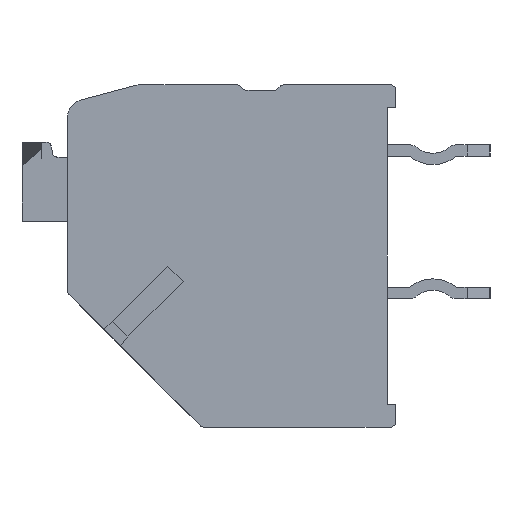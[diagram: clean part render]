
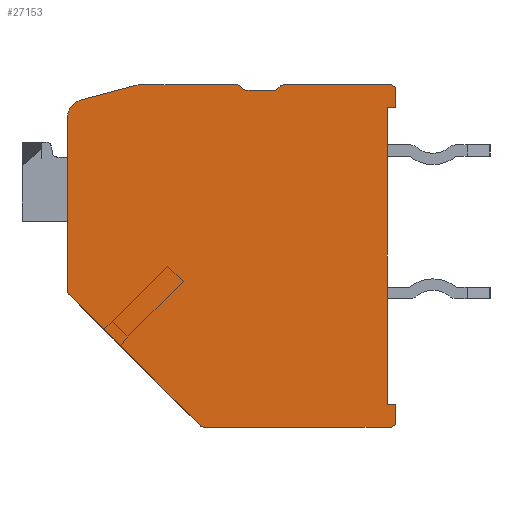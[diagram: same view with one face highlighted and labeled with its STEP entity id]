
A CAD part, left-side view. The second image highlights one B-rep face of the part: STEP entity #27153.
In plain terms, the highlighted planar face has unit normal (-1, 0, 0).
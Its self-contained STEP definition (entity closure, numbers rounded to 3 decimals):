
#8814=CARTESIAN_POINT('',(-77.,5.15,4.883));
#8815=DIRECTION('',(1.,0.,0.));
#8816=DIRECTION('',(0.,1.,0.));
#8817=AXIS2_PLACEMENT_3D('',#8814,#8815,#8816);
#8819=DIRECTION('',(0.,-0.966,0.259));
#8820=VECTOR('',#8819,1.997);
#8821=CARTESIAN_POINT('',(-77.,5.305,5.463));
#8822=LINE('',#8821,#8820);
#8823=CARTESIAN_POINT('',(-77.,3.221,5.4));
#8824=DIRECTION('',(1.,0.,0.));
#8825=DIRECTION('',(0.,0.259,0.966));
#8826=AXIS2_PLACEMENT_3D('',#8823,#8824,#8825);
#8828=DIRECTION('',(0.,-1.,0.));
#8829=VECTOR('',#8828,3.388);
#8830=CARTESIAN_POINT('',(-77.,3.221,6.));
#8831=LINE('',#8830,#8829);
#8832=CARTESIAN_POINT('',(-77.,-0.167,5.8));
#8833=DIRECTION('',(1.,0.,0.));
#8834=DIRECTION('',(0.,0.,1.));
#8835=AXIS2_PLACEMENT_3D('',#8832,#8833,#8834);
#8837=DIRECTION('',(0.,-0.707,-0.707));
#8838=VECTOR('',#8837,0.117);
#8839=CARTESIAN_POINT('',(-77.,-0.309,5.941));
#8840=LINE('',#8839,#8838);
#8841=CARTESIAN_POINT('',(-77.,-0.533,6.));
#8842=DIRECTION('',(-1.,0.,0.));
#8843=DIRECTION('',(0.,0.707,-0.707));
#8844=AXIS2_PLACEMENT_3D('',#8841,#8842,#8843);
#8846=DIRECTION('',(0.,-1.,0.));
#8847=VECTOR('',#8846,0.934);
#8848=CARTESIAN_POINT('',(-77.,-0.533,5.8));
#8849=LINE('',#8848,#8847);
#8850=CARTESIAN_POINT('',(-77.,-1.467,6.));
#8851=DIRECTION('',(-1.,0.,0.));
#8852=DIRECTION('',(0.,0.,-1.));
#8853=AXIS2_PLACEMENT_3D('',#8850,#8851,#8852);
#8855=DIRECTION('',(0.,-0.707,0.707));
#8856=VECTOR('',#8855,0.117);
#8857=CARTESIAN_POINT('',(-77.,-1.609,5.859));
#8858=LINE('',#8857,#8856);
#8859=CARTESIAN_POINT('',(-77.,-1.833,5.8));
#8860=DIRECTION('',(1.,0.,0.));
#8861=DIRECTION('',(0.,0.707,0.707));
#8862=AXIS2_PLACEMENT_3D('',#8859,#8860,#8861);
#8864=DIRECTION('',(0.,-1.,0.));
#8865=VECTOR('',#8864,3.717);
#8866=CARTESIAN_POINT('',(-77.,-1.833,6.));
#8867=LINE('',#8866,#8865);
#8868=CARTESIAN_POINT('',(-77.,-5.55,5.8));
#8869=DIRECTION('',(1.,0.,0.));
#8870=DIRECTION('',(0.,0.,1.));
#8871=AXIS2_PLACEMENT_3D('',#8868,#8869,#8870);
#8873=DIRECTION('',(0.,0.,-1.));
#8874=VECTOR('',#8873,0.6);
#8875=CARTESIAN_POINT('',(-77.,-5.75,5.8));
#8876=LINE('',#8875,#8874);
#8877=DIRECTION('',(0.,1.,0.));
#8878=VECTOR('',#8877,0.3);
#8879=CARTESIAN_POINT('',(-77.,-5.75,5.2));
#8880=LINE('',#8879,#8878);
#8881=DIRECTION('',(0.,0.,-1.));
#8882=VECTOR('',#8881,10.4);
#8883=CARTESIAN_POINT('',(-77.,-5.45,5.2));
#8884=LINE('',#8883,#8882);
#8885=DIRECTION('',(0.,-1.,0.));
#8886=VECTOR('',#8885,0.3);
#8887=CARTESIAN_POINT('',(-77.,-5.45,-5.2));
#8888=LINE('',#8887,#8886);
#8889=DIRECTION('',(0.,0.,-1.));
#8890=VECTOR('',#8889,0.6);
#8891=CARTESIAN_POINT('',(-77.,-5.75,-5.2));
#8892=LINE('',#8891,#8890);
#8893=CARTESIAN_POINT('',(-77.,-5.55,-5.8));
#8894=DIRECTION('',(1.,0.,0.));
#8895=DIRECTION('',(0.,-1.,0.));
#8896=AXIS2_PLACEMENT_3D('',#8893,#8894,#8895);
#8898=DIRECTION('',(0.,1.,0.));
#8899=VECTOR('',#8898,6.515);
#8900=CARTESIAN_POINT('',(-77.,-5.55,-6.));
#8901=LINE('',#8900,#8899);
#8902=CARTESIAN_POINT('',(-77.,0.965,-5.8));
#8903=DIRECTION('',(1.,0.,0.));
#8904=DIRECTION('',(0.,0.,-1.));
#8905=AXIS2_PLACEMENT_3D('',#8902,#8903,#8904);
#8907=DIRECTION('',(0.,0.707,0.707));
#8908=VECTOR('',#8907,6.484);
#8909=CARTESIAN_POINT('',(-77.,1.107,-5.941));
#8910=LINE('',#8909,#8908);
#8911=CARTESIAN_POINT('',(-77.,5.55,-1.215));
#8912=DIRECTION('',(1.,0.,0.));
#8913=DIRECTION('',(0.,0.707,-0.707));
#8914=AXIS2_PLACEMENT_3D('',#8911,#8912,#8913);
#8916=DIRECTION('',(0.,0.,1.));
#8917=VECTOR('',#8916,6.098);
#8918=CARTESIAN_POINT('',(-77.,5.75,-1.215));
#8919=LINE('',#8918,#8917);
#12096=CARTESIAN_POINT('',(-77.,5.75,4.883));
#12097=CARTESIAN_POINT('',(-77.,5.305,5.463));
#12098=VERTEX_POINT('',#12096);
#12099=VERTEX_POINT('',#12097);
#12100=CARTESIAN_POINT('',(-77.,3.376,5.98));
#12101=VERTEX_POINT('',#12100);
#12102=CARTESIAN_POINT('',(-77.,3.221,6.));
#12103=VERTEX_POINT('',#12102);
#12104=CARTESIAN_POINT('',(-77.,-0.167,6.));
#12105=VERTEX_POINT('',#12104);
#12106=CARTESIAN_POINT('',(-77.,-0.309,5.941));
#12107=VERTEX_POINT('',#12106);
#12108=CARTESIAN_POINT('',(-77.,-0.391,5.859));
#12109=VERTEX_POINT('',#12108);
#12110=CARTESIAN_POINT('',(-77.,-0.533,5.8));
#12111=VERTEX_POINT('',#12110);
#12112=CARTESIAN_POINT('',(-77.,-1.467,5.8));
#12113=VERTEX_POINT('',#12112);
#12114=CARTESIAN_POINT('',(-77.,-1.609,5.859));
#12115=VERTEX_POINT('',#12114);
#12116=CARTESIAN_POINT('',(-77.,-1.691,5.941));
#12117=VERTEX_POINT('',#12116);
#12118=CARTESIAN_POINT('',(-77.,-1.833,6.));
#12119=VERTEX_POINT('',#12118);
#12120=CARTESIAN_POINT('',(-77.,-5.55,6.));
#12121=VERTEX_POINT('',#12120);
#12122=CARTESIAN_POINT('',(-77.,-5.75,5.8));
#12123=VERTEX_POINT('',#12122);
#12124=CARTESIAN_POINT('',(-77.,-5.75,5.2));
#12125=VERTEX_POINT('',#12124);
#12126=CARTESIAN_POINT('',(-77.,-5.45,5.2));
#12127=VERTEX_POINT('',#12126);
#12128=CARTESIAN_POINT('',(-77.,-5.45,-5.2));
#12129=VERTEX_POINT('',#12128);
#12130=CARTESIAN_POINT('',(-77.,-5.75,-5.2));
#12131=VERTEX_POINT('',#12130);
#12132=CARTESIAN_POINT('',(-77.,-5.75,-5.8));
#12133=VERTEX_POINT('',#12132);
#12134=CARTESIAN_POINT('',(-77.,-5.55,-6.));
#12135=VERTEX_POINT('',#12134);
#12136=CARTESIAN_POINT('',(-77.,0.965,-6.));
#12137=VERTEX_POINT('',#12136);
#12138=CARTESIAN_POINT('',(-77.,1.107,-5.941));
#12139=VERTEX_POINT('',#12138);
#12140=CARTESIAN_POINT('',(-77.,5.691,-1.357));
#12141=VERTEX_POINT('',#12140);
#12142=CARTESIAN_POINT('',(-77.,5.75,-1.215));
#12143=VERTEX_POINT('',#12142);
#27122=CARTESIAN_POINT('',(-77.,0.,0.));
#27123=DIRECTION('',(1.,0.,0.));
#27124=DIRECTION('',(0.,0.,-1.));
#27125=AXIS2_PLACEMENT_3D('',#27122,#27123,#27124);
#27126=PLANE('',#27125);
#27127=ORIENTED_EDGE('',*,*,#15492,.T.);
#27128=ORIENTED_EDGE('',*,*,#15507,.T.);
#27129=ORIENTED_EDGE('',*,*,#15521,.T.);
#27130=ORIENTED_EDGE('',*,*,#15535,.T.);
#27131=ORIENTED_EDGE('',*,*,#15549,.T.);
#27132=ORIENTED_EDGE('',*,*,#15563,.T.);
#27133=ORIENTED_EDGE('',*,*,#15577,.T.);
#27134=ORIENTED_EDGE('',*,*,#15591,.T.);
#27135=ORIENTED_EDGE('',*,*,#15605,.T.);
#27136=ORIENTED_EDGE('',*,*,#15619,.T.);
#27137=ORIENTED_EDGE('',*,*,#15633,.T.);
#27138=ORIENTED_EDGE('',*,*,#15647,.T.);
#27139=ORIENTED_EDGE('',*,*,#15661,.T.);
#27140=ORIENTED_EDGE('',*,*,#15675,.T.);
#27141=ORIENTED_EDGE('',*,*,#15689,.T.);
#27142=ORIENTED_EDGE('',*,*,#15703,.T.);
#27143=ORIENTED_EDGE('',*,*,#15937,.T.);
#27144=ORIENTED_EDGE('',*,*,#15951,.T.);
#27145=ORIENTED_EDGE('',*,*,#15965,.T.);
#27146=ORIENTED_EDGE('',*,*,#15979,.T.);
#27147=ORIENTED_EDGE('',*,*,#15993,.T.);
#27148=ORIENTED_EDGE('',*,*,#16016,.T.);
#27149=ORIENTED_EDGE('',*,*,#16817,.T.);
#27150=ORIENTED_EDGE('',*,*,#17018,.T.);
#27151=EDGE_LOOP('',(#27127,#27128,#27129,#27130,#27131,#27132,#27133,#27134,
#27135,#27136,#27137,#27138,#27139,#27140,#27141,#27142,#27143,#27144,#27145,
#27146,#27147,#27148,#27149,#27150));
#27152=FACE_OUTER_BOUND('',#27151,.F.);
#8818=CIRCLE('',#8817,0.6);
#8827=CIRCLE('',#8826,0.6);
#8836=CIRCLE('',#8835,0.2);
#8845=CIRCLE('',#8844,0.2);
#8854=CIRCLE('',#8853,0.2);
#8863=CIRCLE('',#8862,0.2);
#8872=CIRCLE('',#8871,0.2);
#8897=CIRCLE('',#8896,0.2);
#8906=CIRCLE('',#8905,0.2);
#8915=CIRCLE('',#8914,0.2);
#15492=EDGE_CURVE('',#12098,#12099,#8818,.T.);
#15507=EDGE_CURVE('',#12099,#12101,#8822,.T.);
#15521=EDGE_CURVE('',#12101,#12103,#8827,.T.);
#15535=EDGE_CURVE('',#12103,#12105,#8831,.T.);
#15549=EDGE_CURVE('',#12105,#12107,#8836,.T.);
#15563=EDGE_CURVE('',#12107,#12109,#8840,.T.);
#15577=EDGE_CURVE('',#12109,#12111,#8845,.T.);
#15591=EDGE_CURVE('',#12111,#12113,#8849,.T.);
#15605=EDGE_CURVE('',#12113,#12115,#8854,.T.);
#15619=EDGE_CURVE('',#12115,#12117,#8858,.T.);
#15633=EDGE_CURVE('',#12117,#12119,#8863,.T.);
#15647=EDGE_CURVE('',#12119,#12121,#8867,.T.);
#15661=EDGE_CURVE('',#12121,#12123,#8872,.T.);
#15675=EDGE_CURVE('',#12123,#12125,#8876,.T.);
#15689=EDGE_CURVE('',#12125,#12127,#8880,.T.);
#15703=EDGE_CURVE('',#12127,#12129,#8884,.T.);
#15937=EDGE_CURVE('',#12129,#12131,#8888,.T.);
#15951=EDGE_CURVE('',#12131,#12133,#8892,.T.);
#15965=EDGE_CURVE('',#12133,#12135,#8897,.T.);
#15979=EDGE_CURVE('',#12135,#12137,#8901,.T.);
#15993=EDGE_CURVE('',#12137,#12139,#8906,.T.);
#16016=EDGE_CURVE('',#12139,#12141,#8910,.T.);
#16817=EDGE_CURVE('',#12141,#12143,#8915,.T.);
#17018=EDGE_CURVE('',#12143,#12098,#8919,.T.);
#27153=ADVANCED_FACE('',(#27152),#27126,.F.);
